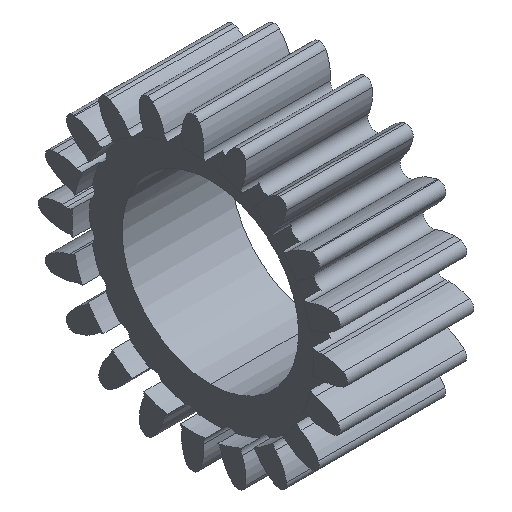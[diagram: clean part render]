
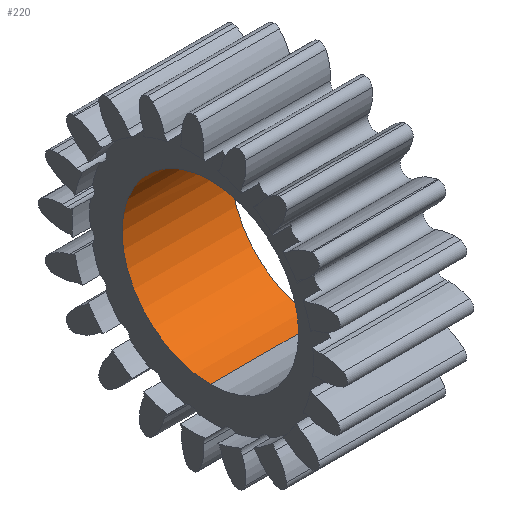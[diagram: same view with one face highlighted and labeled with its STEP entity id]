
A CAD part, isometric view. The second image highlights one B-rep face of the part: STEP entity #220.
In plain terms, the highlighted cylindrical face has radius 3 mm (diameter 6 mm), a partial arc.
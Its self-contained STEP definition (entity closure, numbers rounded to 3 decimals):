
#147 = CARTESIAN_POINT ( 'NONE',  ( 2.171, 2.257, 1.977 ) ) ;
#189 = AXIS2_PLACEMENT_3D ( 'NONE', #1151, #4168, #331 ) ;
#220 = ADVANCED_FACE ( 'NONE', ( #972 ), #1029, .F. ) ;
#229 = CARTESIAN_POINT ( 'NONE',  ( 3.649, 2.999, 0.085 ) ) ;
#242 = ORIENTED_EDGE ( 'NONE', *, *, #1759, .T. ) ;
#255 = DIRECTION ( 'NONE',  ( 1., 0., 0. ) ) ;
#261 = CARTESIAN_POINT ( 'NONE',  ( 3.65, 2.998, 0.1 ) ) ;
#283 = CARTESIAN_POINT ( 'NONE',  ( 3.304, 2.937, 0.733 ) ) ;
#293 = VERTEX_POINT ( 'NONE', #261 ) ;
#331 = DIRECTION ( 'NONE',  ( 0., 0., -1. ) ) ;
#389 = CARTESIAN_POINT ( 'NONE',  ( 2.171, 2.257, 1.977 ) ) ;
#544 = CARTESIAN_POINT ( 'NONE',  ( 3.65, 0., 0. ) ) ;
#559 = CARTESIAN_POINT ( 'NONE',  ( 3.65, 0., 0. ) ) ;
#595 = CARTESIAN_POINT ( 'NONE',  ( 2.15, 2.215, 2.023 ) ) ;
#696 = CARTESIAN_POINT ( 'NONE',  ( 3.65, 0., 3. ) ) ;
#755 = CARTESIAN_POINT ( 'NONE',  ( 3.635, 2.983, 0.32 ) ) ;
#780 = CARTESIAN_POINT ( 'NONE',  ( 3.641, 2.984, 0.31 ) ) ;
#897 = EDGE_CURVE ( 'NONE', #1918, #4546, #4447, .T. ) ;
#952 = ORIENTED_EDGE ( 'NONE', *, *, #1171, .T. ) ;
#972 = FACE_OUTER_BOUND ( 'NONE', #2931, .T. ) ;
#989 = CARTESIAN_POINT ( 'NONE',  ( 3.628, 2.982, 0.328 ) ) ;
#1017 = B_SPLINE_CURVE_WITH_KNOTS ( 'NONE', 3,
 ( #4143, #3366, #1177, #4704, #780, #755, #2495 ),
 .UNSPECIFIED., .F., .F.,
 ( 4, 3, 4 ),
 ( 0., 0., 0. ),
 .UNSPECIFIED. ) ;
#1029 = CYLINDRICAL_SURFACE ( 'NONE', #1870, 3. ) ;
#1078 = CARTESIAN_POINT ( 'NONE',  ( 3.573, 3., 0.002 ) ) ;
#1146 = CARTESIAN_POINT ( 'NONE',  ( 2.15, 3., 0. ) ) ;
#1151 = CARTESIAN_POINT ( 'NONE',  ( 2.15, 0., 0. ) ) ;
#1171 = EDGE_CURVE ( 'NONE', #4038, #1918, #3517, .T. ) ;
#1177 = CARTESIAN_POINT ( 'NONE',  ( 3.648, 2.986, 0.289 ) ) ;
#1222 = CARTESIAN_POINT ( 'NONE',  ( 2.15, 0., 0. ) ) ;
#1380 = EDGE_CURVE ( 'NONE', #2769, #1461, #4463, .T. ) ;
#1415 = CARTESIAN_POINT ( 'NONE',  ( 3.65, 2.999, 0.093 ) ) ;
#1418 = CARTESIAN_POINT ( 'NONE',  ( -1.55, 0., 0. ) ) ;
#1441 = CARTESIAN_POINT ( 'NONE',  ( 3.645, 2.999, 0.067 ) ) ;
#1461 = VERTEX_POINT ( 'NONE', #1531 ) ;
#1470 = CARTESIAN_POINT ( 'NONE',  ( 3.55, 3., 0. ) ) ;
#1484 = VERTEX_POINT ( 'NONE', #1673 ) ;
#1531 = CARTESIAN_POINT ( 'NONE',  ( -1.55, 0., -3. ) ) ;
#1559 = CARTESIAN_POINT ( 'NONE',  ( 2.15, 0., 3. ) ) ;
#1673 = CARTESIAN_POINT ( 'NONE',  ( 3.65, 2.988, 0.266 ) ) ;
#1708 = ORIENTED_EDGE ( 'NONE', *, *, #897, .T. ) ;
#1759 = EDGE_CURVE ( 'NONE', #4197, #293, #4214, .T. ) ;
#1821 = CIRCLE ( 'NONE', #4410, 3. ) ;
#1837 = DIRECTION ( 'NONE',  ( 0., 0., 1. ) ) ;
#1858 = ORIENTED_EDGE ( 'NONE', *, *, #1380, .F. ) ;
#1870 = AXIS2_PLACEMENT_3D ( 'NONE', #544, #3213, #1837 ) ;
#1918 = VERTEX_POINT ( 'NONE', #1559 ) ;
#1920 = EDGE_CURVE ( 'NONE', #2769, #4996, #2654, .T. ) ;
#1944 = CARTESIAN_POINT ( 'NONE',  ( 3.621, 3., 0.029 ) ) ;
#1989 = AXIS2_PLACEMENT_3D ( 'NONE', #1418, #3129, #5307 ) ;
#2000 = CARTESIAN_POINT ( 'NONE',  ( 3.628, 2.982, 0.328 ) ) ;
#2005 = ORIENTED_EDGE ( 'NONE', *, *, #1920, .T. ) ;
#2098 = CARTESIAN_POINT ( 'NONE',  ( 2.15, 0., -3. ) ) ;
#2105 = B_SPLINE_CURVE_WITH_KNOTS ( 'NONE', 3,
 ( #147, #3573, #3157, #4852, #4495, #2734, #595 ),
 .UNSPECIFIED., .F., .F.,
 ( 4, 3, 4 ),
 ( 0., 0., 0. ),
 .UNSPECIFIED. ) ;
#2295 = EDGE_CURVE ( 'NONE', #1484, #2953, #1017, .T. ) ;
#2297 = DIRECTION ( 'NONE',  ( 0., 0., -1. ) ) ;
#2312 = CARTESIAN_POINT ( 'NONE',  ( 3.65, 0., -3. ) ) ;
#2352 = VERTEX_POINT ( 'NONE', #389 ) ;
#2415 = CARTESIAN_POINT ( 'NONE',  ( 2.983, 2.787, 1.111 ) ) ;
#2495 = CARTESIAN_POINT ( 'NONE',  ( 3.628, 2.982, 0.328 ) ) ;
#2584 = ORIENTED_EDGE ( 'NONE', *, *, #3499, .T. ) ;
#2620 = VECTOR ( 'NONE', #3802, 1000. ) ;
#2654 = CIRCLE ( 'NONE', #3722, 3. ) ;
#2718 = ORIENTED_EDGE ( 'NONE', *, *, #3902, .F. ) ;
#2734 = CARTESIAN_POINT ( 'NONE',  ( 2.15, 2.223, 2.015 ) ) ;
#2757 = CARTESIAN_POINT ( 'NONE',  ( 3.612, 3., 0.022 ) ) ;
#2769 = VERTEX_POINT ( 'NONE', #2098 ) ;
#2772 = EDGE_CURVE ( 'NONE', #4996, #4197, #4975, .T. ) ;
#2833 = ORIENTED_EDGE ( 'NONE', *, *, #2295, .T. ) ;
#2931 = EDGE_LOOP ( 'NONE', ( #1858, #2005, #4680, #242, #4605, #2833, #2718, #2584, #952, #1708, #4805 ) ) ;
#2953 = VERTEX_POINT ( 'NONE', #989 ) ;
#3101 = CARTESIAN_POINT ( 'NONE',  ( 3.641, 2.999, 0.056 ) ) ;
#3129 = DIRECTION ( 'NONE',  ( -1., 0., 0. ) ) ;
#3157 = CARTESIAN_POINT ( 'NONE',  ( 2.159, 2.244, 1.991 ) ) ;
#3159 = EDGE_CURVE ( 'NONE', #293, #1484, #1821, .T. ) ;
#3164 = DIRECTION ( 'NONE',  ( -1., 0., 0. ) ) ;
#3193 = CARTESIAN_POINT ( 'NONE',  ( -1.55, 0., 3. ) ) ;
#3213 = DIRECTION ( 'NONE',  ( -1., 0., 0. ) ) ;
#3335 = VECTOR ( 'NONE', #4420, 1000. ) ;
#3366 = CARTESIAN_POINT ( 'NONE',  ( 3.65, 2.987, 0.277 ) ) ;
#3499 = EDGE_CURVE ( 'NONE', #2352, #4038, #2105, .T. ) ;
#3517 = CIRCLE ( 'NONE', #189, 3. ) ;
#3546 = CARTESIAN_POINT ( 'NONE',  ( 3.604, 3., 0.015 ) ) ;
#3573 = CARTESIAN_POINT ( 'NONE',  ( 2.165, 2.251, 1.983 ) ) ;
#3598 = CARTESIAN_POINT ( 'NONE',  ( 3.583, 3., 0.006 ) ) ;
#3651 = CARTESIAN_POINT ( 'NONE',  ( 3.594, 3., 0.009 ) ) ;
#3678 = DIRECTION ( 'NONE',  ( 0., 0., -1. ) ) ;
#3722 = AXIS2_PLACEMENT_3D ( 'NONE', #1222, #255, #3678 ) ;
#3802 = DIRECTION ( 'NONE',  ( 1., 0., 0. ) ) ;
#3902 = EDGE_CURVE ( 'NONE', #2352, #2953, #5425, .T. ) ;
#4038 = VERTEX_POINT ( 'NONE', #5102 ) ;
#4143 = CARTESIAN_POINT ( 'NONE',  ( 3.65, 2.988, 0.266 ) ) ;
#4168 = DIRECTION ( 'NONE',  ( 1., 0., 0. ) ) ;
#4197 = VERTEX_POINT ( 'NONE', #4424 ) ;
#4214 = B_SPLINE_CURVE_WITH_KNOTS ( 'NONE', 3,
 ( #1470, #4458, #1078, #3598, #3651, #3546, #2757, #1944, #4794, #4434, #3101, #1441, #5246, #229, #1415, #5302 ),
 .UNSPECIFIED., .F., .F.,
 ( 4, 3, 3, 3, 3, 4 ),
 ( 0., 0., 0., 0., 0., 0. ),
 .UNSPECIFIED. ) ;
#4410 = AXIS2_PLACEMENT_3D ( 'NONE', #559, #4867, #2297 ) ;
#4420 = DIRECTION ( 'NONE',  ( -1., 0., 0. ) ) ;
#4424 = CARTESIAN_POINT ( 'NONE',  ( 3.55, 3., 0. ) ) ;
#4434 = CARTESIAN_POINT ( 'NONE',  ( 3.635, 3., 0.047 ) ) ;
#4447 = LINE ( 'NONE', #696, #3335 ) ;
#4458 = CARTESIAN_POINT ( 'NONE',  ( 3.561, 3., 0. ) ) ;
#4463 = LINE ( 'NONE', #2312, #5162 ) ;
#4495 = CARTESIAN_POINT ( 'NONE',  ( 2.152, 2.23, 2.007 ) ) ;
#4546 = VERTEX_POINT ( 'NONE', #3193 ) ;
#4605 = ORIENTED_EDGE ( 'NONE', *, *, #3159, .T. ) ;
#4680 = ORIENTED_EDGE ( 'NONE', *, *, #2772, .T. ) ;
#4704 = CARTESIAN_POINT ( 'NONE',  ( 3.644, 2.985, 0.299 ) ) ;
#4794 = CARTESIAN_POINT ( 'NONE',  ( 3.629, 3., 0.038 ) ) ;
#4805 = ORIENTED_EDGE ( 'NONE', *, *, #5057, .T. ) ;
#4852 = CARTESIAN_POINT ( 'NONE',  ( 2.155, 2.237, 1.999 ) ) ;
#4853 = CARTESIAN_POINT ( 'NONE',  ( 2.15, 3., 0. ) ) ;
#4867 = DIRECTION ( 'NONE',  ( 1., 0., 0. ) ) ;
#4963 = CARTESIAN_POINT ( 'NONE',  ( 2.171, 2.257, 1.977 ) ) ;
#4975 = LINE ( 'NONE', #1146, #2620 ) ;
#4996 = VERTEX_POINT ( 'NONE', #4853 ) ;
#5016 = CARTESIAN_POINT ( 'NONE',  ( 2.578, 2.596, 1.589 ) ) ;
#5057 = EDGE_CURVE ( 'NONE', #4546, #1461, #5296, .T. ) ;
#5102 = CARTESIAN_POINT ( 'NONE',  ( 2.15, 2.215, 2.023 ) ) ;
#5162 = VECTOR ( 'NONE', #3164, 1000. ) ;
#5246 = CARTESIAN_POINT ( 'NONE',  ( 3.648, 2.999, 0.078 ) ) ;
#5296 = CIRCLE ( 'NONE', #1989, 3. ) ;
#5302 = CARTESIAN_POINT ( 'NONE',  ( 3.65, 2.998, 0.1 ) ) ;
#5307 = DIRECTION ( 'NONE',  ( 0., 0., 1. ) ) ;
#5425 =( BOUNDED_CURVE ( )  B_SPLINE_CURVE ( 2, ( #4963, #5016, #2415, #283, #2000 ),
 .UNSPECIFIED., .F., .T. ) 
 B_SPLINE_CURVE_WITH_KNOTS ( ( 3, 2, 3 ),
 ( 0.001, 0.056, 0.098 ),
 .UNSPECIFIED. ) 
 CURVE ( )  GEOMETRIC_REPRESENTATION_ITEM ( )  RATIONAL_B_SPLINE_CURVE ( ( 0.999, 0.985, 1., 0.988, 0.995 ) ) 
 REPRESENTATION_ITEM ( '' )  );
